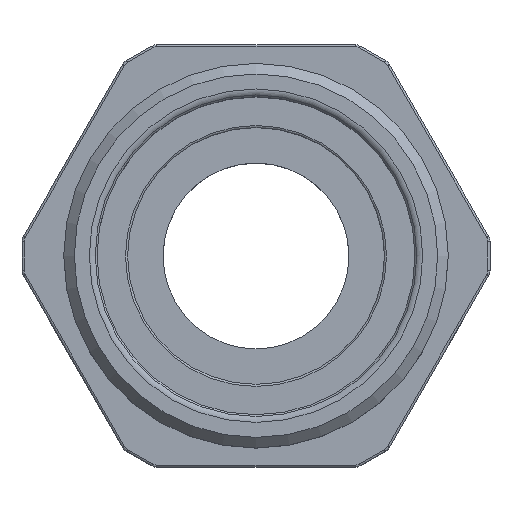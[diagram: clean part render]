
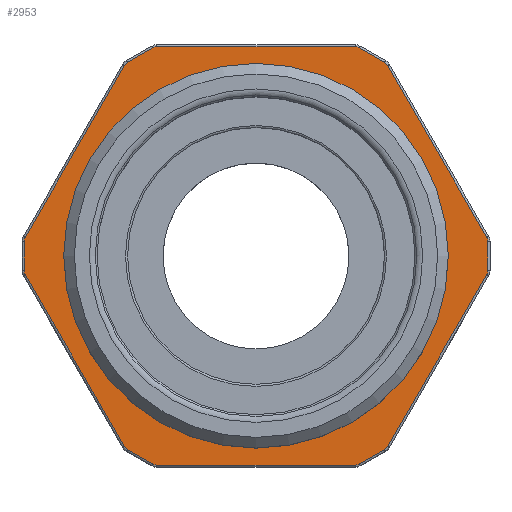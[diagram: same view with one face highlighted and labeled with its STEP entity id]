
A CAD part, top view. The second image highlights one B-rep face of the part: STEP entity #2953.
In plain terms, the highlighted planar face has unit normal (0, 0, 1).
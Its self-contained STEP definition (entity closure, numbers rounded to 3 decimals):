
#100=LINE('',#5424,#250);
#101=LINE('',#5432,#251);
#102=LINE('',#5440,#252);
#104=LINE('',#5452,#254);
#106=LINE('',#5464,#256);
#108=LINE('',#5476,#258);
#110=LINE('',#5488,#260);
#112=LINE('',#5500,#262);
#114=LINE('',#5511,#264);
#115=LINE('',#5519,#265);
#116=LINE('',#5527,#266);
#117=LINE('',#5533,#267);
#250=VECTOR('',#3911,9.391);
#251=VECTOR('',#3922,1.367);
#252=VECTOR('',#3933,9.391);
#254=VECTOR('',#3947,1.367);
#256=VECTOR('',#3961,9.391);
#258=VECTOR('',#3975,1.367);
#260=VECTOR('',#3989,9.391);
#262=VECTOR('',#4003,1.367);
#264=VECTOR('',#4017,9.391);
#265=VECTOR('',#4028,1.367);
#266=VECTOR('',#4039,9.391);
#267=VECTOR('',#4048,1.367);
#476=PLANE('',#3294);
#516=FACE_BOUND('',#867,.T.);
#644=FACE_OUTER_BOUND('',#866,.T.);
#866=EDGE_LOOP('',(#2341,#2342,#2343,#2344,#2345,#2346,#2347,#2348,#2349,
#2350,#2351,#2352,#2353,#2354,#2355,#2356,#2357,#2358,#2359,#2360,#2361,
#2362,#2363,#2364));
#867=EDGE_LOOP('',(#2365));
#1099=CIRCLE('',#3225,0.4);
#1103=CIRCLE('',#3231,0.4);
#1106=CIRCLE('',#3236,0.4);
#1110=CIRCLE('',#3242,0.4);
#1114=CIRCLE('',#3248,0.4);
#1118=CIRCLE('',#3254,0.4);
#1122=CIRCLE('',#3260,0.4);
#1126=CIRCLE('',#3266,0.4);
#1130=CIRCLE('',#3272,0.4);
#1133=CIRCLE('',#3277,0.4);
#1136=CIRCLE('',#3282,0.4);
#1139=CIRCLE('',#3287,0.4);
#1140=CIRCLE('',#3295,8.625);
#1364=VERTEX_POINT('',#5416);
#1365=VERTEX_POINT('',#5418);
#1366=VERTEX_POINT('',#5422);
#1367=VERTEX_POINT('',#5426);
#1368=VERTEX_POINT('',#5430);
#1369=VERTEX_POINT('',#5434);
#1370=VERTEX_POINT('',#5438);
#1371=VERTEX_POINT('',#5442);
#1373=VERTEX_POINT('',#5448);
#1375=VERTEX_POINT('',#5454);
#1377=VERTEX_POINT('',#5460);
#1379=VERTEX_POINT('',#5466);
#1381=VERTEX_POINT('',#5472);
#1383=VERTEX_POINT('',#5478);
#1385=VERTEX_POINT('',#5484);
#1387=VERTEX_POINT('',#5490);
#1389=VERTEX_POINT('',#5496);
#1391=VERTEX_POINT('',#5502);
#1393=VERTEX_POINT('',#5508);
#1394=VERTEX_POINT('',#5513);
#1395=VERTEX_POINT('',#5517);
#1396=VERTEX_POINT('',#5521);
#1397=VERTEX_POINT('',#5525);
#1398=VERTEX_POINT('',#5529);
#1399=VERTEX_POINT('',#5545);
#1678=EDGE_CURVE('',#1364,#1365,#1099,.T.);
#1681=EDGE_CURVE('',#1365,#1366,#100,.T.);
#1683=EDGE_CURVE('',#1366,#1367,#1103,.T.);
#1685=EDGE_CURVE('',#1367,#1368,#101,.T.);
#1687=EDGE_CURVE('',#1368,#1369,#1106,.T.);
#1689=EDGE_CURVE('',#1369,#1370,#102,.T.);
#1692=EDGE_CURVE('',#1370,#1371,#1110,.T.);
#1695=EDGE_CURVE('',#1371,#1373,#104,.T.);
#1698=EDGE_CURVE('',#1373,#1375,#1114,.T.);
#1701=EDGE_CURVE('',#1375,#1377,#106,.T.);
#1704=EDGE_CURVE('',#1377,#1379,#1118,.T.);
#1707=EDGE_CURVE('',#1379,#1381,#108,.T.);
#1710=EDGE_CURVE('',#1381,#1383,#1122,.T.);
#1713=EDGE_CURVE('',#1383,#1385,#110,.T.);
#1716=EDGE_CURVE('',#1385,#1387,#1126,.T.);
#1719=EDGE_CURVE('',#1387,#1389,#112,.T.);
#1722=EDGE_CURVE('',#1389,#1391,#1130,.T.);
#1725=EDGE_CURVE('',#1391,#1393,#114,.T.);
#1727=EDGE_CURVE('',#1393,#1394,#1133,.T.);
#1729=EDGE_CURVE('',#1394,#1395,#115,.T.);
#1731=EDGE_CURVE('',#1395,#1396,#1136,.T.);
#1733=EDGE_CURVE('',#1396,#1397,#116,.T.);
#1735=EDGE_CURVE('',#1397,#1398,#1139,.T.);
#1736=EDGE_CURVE('',#1398,#1364,#117,.T.);
#1742=EDGE_CURVE('',#1399,#1399,#1140,.T.);
#2341=ORIENTED_EDGE('',*,*,#1678,.F.);
#2342=ORIENTED_EDGE('',*,*,#1736,.F.);
#2343=ORIENTED_EDGE('',*,*,#1735,.F.);
#2344=ORIENTED_EDGE('',*,*,#1733,.F.);
#2345=ORIENTED_EDGE('',*,*,#1731,.F.);
#2346=ORIENTED_EDGE('',*,*,#1729,.F.);
#2347=ORIENTED_EDGE('',*,*,#1727,.F.);
#2348=ORIENTED_EDGE('',*,*,#1725,.F.);
#2349=ORIENTED_EDGE('',*,*,#1722,.F.);
#2350=ORIENTED_EDGE('',*,*,#1719,.F.);
#2351=ORIENTED_EDGE('',*,*,#1716,.F.);
#2352=ORIENTED_EDGE('',*,*,#1713,.F.);
#2353=ORIENTED_EDGE('',*,*,#1710,.F.);
#2354=ORIENTED_EDGE('',*,*,#1707,.F.);
#2355=ORIENTED_EDGE('',*,*,#1704,.F.);
#2356=ORIENTED_EDGE('',*,*,#1701,.F.);
#2357=ORIENTED_EDGE('',*,*,#1698,.F.);
#2358=ORIENTED_EDGE('',*,*,#1695,.F.);
#2359=ORIENTED_EDGE('',*,*,#1692,.F.);
#2360=ORIENTED_EDGE('',*,*,#1689,.F.);
#2361=ORIENTED_EDGE('',*,*,#1687,.F.);
#2362=ORIENTED_EDGE('',*,*,#1685,.F.);
#2363=ORIENTED_EDGE('',*,*,#1683,.F.);
#2364=ORIENTED_EDGE('',*,*,#1681,.F.);
#2365=ORIENTED_EDGE('',*,*,#1742,.F.);
#2953=ADVANCED_FACE('',(#644,#516),#476,.T.);
#3225=AXIS2_PLACEMENT_3D('',#5419,#3903,#3904);
#3231=AXIS2_PLACEMENT_3D('',#5428,#3916,#3917);
#3236=AXIS2_PLACEMENT_3D('',#5436,#3927,#3928);
#3242=AXIS2_PLACEMENT_3D('',#5446,#3940,#3941);
#3248=AXIS2_PLACEMENT_3D('',#5458,#3954,#3955);
#3254=AXIS2_PLACEMENT_3D('',#5470,#3968,#3969);
#3260=AXIS2_PLACEMENT_3D('',#5482,#3982,#3983);
#3266=AXIS2_PLACEMENT_3D('',#5494,#3996,#3997);
#3272=AXIS2_PLACEMENT_3D('',#5506,#4010,#4011);
#3277=AXIS2_PLACEMENT_3D('',#5515,#4022,#4023);
#3282=AXIS2_PLACEMENT_3D('',#5523,#4033,#4034);
#3287=AXIS2_PLACEMENT_3D('',#5531,#4044,#4045);
#3294=AXIS2_PLACEMENT_3D('',#5544,#4064,#4065);
#3295=AXIS2_PLACEMENT_3D('',#5546,#4066,#4067);
#3903=DIRECTION('center_axis',(0.,0.,-1.));
#3904=DIRECTION('ref_axis',(0.966,-0.259,0.));
#3911=DIRECTION('',(-0.5,-0.866,0.));
#3916=DIRECTION('center_axis',(0.,0.,-1.));
#3917=DIRECTION('ref_axis',(0.707,-0.707,0.));
#3922=DIRECTION('',(-0.866,-0.5,0.));
#3927=DIRECTION('center_axis',(0.,0.,-1.));
#3928=DIRECTION('ref_axis',(0.259,-0.966,0.));
#3933=DIRECTION('',(-1.,0.,0.));
#3940=DIRECTION('center_axis',(0.,0.,-1.));
#3941=DIRECTION('ref_axis',(-0.259,-0.966,0.));
#3947=DIRECTION('',(-0.866,0.5,0.));
#3954=DIRECTION('center_axis',(0.,0.,-1.));
#3955=DIRECTION('ref_axis',(-0.707,-0.707,0.));
#3961=DIRECTION('',(-0.5,0.866,0.));
#3968=DIRECTION('center_axis',(0.,0.,-1.));
#3969=DIRECTION('ref_axis',(-0.966,-0.259,0.));
#3975=DIRECTION('',(0.,1.,0.));
#3982=DIRECTION('center_axis',(0.,0.,-1.));
#3983=DIRECTION('ref_axis',(-0.966,0.259,0.));
#3989=DIRECTION('',(0.5,0.866,0.));
#3996=DIRECTION('center_axis',(0.,0.,-1.));
#3997=DIRECTION('ref_axis',(-0.707,0.707,0.));
#4003=DIRECTION('',(0.866,0.5,0.));
#4010=DIRECTION('center_axis',(0.,0.,-1.));
#4011=DIRECTION('ref_axis',(-0.259,0.966,0.));
#4017=DIRECTION('',(1.,0.,0.));
#4022=DIRECTION('center_axis',(0.,0.,-1.));
#4023=DIRECTION('ref_axis',(0.259,0.966,0.));
#4028=DIRECTION('',(0.866,-0.5,0.));
#4033=DIRECTION('center_axis',(0.,0.,-1.));
#4034=DIRECTION('ref_axis',(0.707,0.707,0.));
#4039=DIRECTION('',(0.5,-0.866,0.));
#4044=DIRECTION('center_axis',(0.,0.,-1.));
#4045=DIRECTION('ref_axis',(0.966,0.259,0.));
#4048=DIRECTION('',(0.,-1.,0.));
#4064=DIRECTION('center_axis',(0.,0.,1.));
#4065=DIRECTION('ref_axis',(1.,0.,0.));
#4066=DIRECTION('center_axis',(0.,0.,1.));
#4067=DIRECTION('ref_axis',(-1.,0.,0.));
#5416=CARTESIAN_POINT('',(10.975,-0.684,11.1));
#5418=CARTESIAN_POINT('',(10.921,-0.884,11.1));
#5419=CARTESIAN_POINT('Origin',(10.575,-0.684,11.1));
#5422=CARTESIAN_POINT('',(6.226,-9.016,11.1));
#5424=CARTESIAN_POINT('',(7.13,-7.45,11.1));
#5426=CARTESIAN_POINT('',(6.079,-9.163,11.1));
#5428=CARTESIAN_POINT('Origin',(5.879,-8.816,11.1));
#5430=CARTESIAN_POINT('',(4.896,-9.846,11.1));
#5432=CARTESIAN_POINT('',(5.133,-9.709,11.1));
#5434=CARTESIAN_POINT('',(4.696,-9.9,11.1));
#5436=CARTESIAN_POINT('Origin',(4.696,-9.5,11.1));
#5438=CARTESIAN_POINT('',(-4.696,-9.9,11.1));
#5440=CARTESIAN_POINT('',(-2.887,-9.9,11.1));
#5442=CARTESIAN_POINT('',(-4.896,-9.846,11.1));
#5446=CARTESIAN_POINT('Origin',(-4.696,-9.5,11.1));
#5448=CARTESIAN_POINT('',(-6.079,-9.163,11.1));
#5452=CARTESIAN_POINT('',(-5.133,-9.709,11.1));
#5454=CARTESIAN_POINT('',(-6.226,-9.016,11.1));
#5458=CARTESIAN_POINT('Origin',(-5.879,-8.816,11.1));
#5460=CARTESIAN_POINT('',(-10.921,-0.884,11.1));
#5464=CARTESIAN_POINT('',(-10.017,-2.45,11.1));
#5466=CARTESIAN_POINT('',(-10.975,-0.684,11.1));
#5470=CARTESIAN_POINT('Origin',(-10.575,-0.684,11.1));
#5472=CARTESIAN_POINT('',(-10.975,0.684,11.1));
#5476=CARTESIAN_POINT('',(-10.975,-0.409,11.1));
#5478=CARTESIAN_POINT('',(-10.921,0.884,11.1));
#5482=CARTESIAN_POINT('Origin',(-10.575,0.684,11.1));
#5484=CARTESIAN_POINT('',(-6.226,9.016,11.1));
#5488=CARTESIAN_POINT('',(-7.13,7.45,11.1));
#5490=CARTESIAN_POINT('',(-6.079,9.163,11.1));
#5494=CARTESIAN_POINT('Origin',(-5.879,8.816,11.1));
#5496=CARTESIAN_POINT('',(-4.896,9.846,11.1));
#5500=CARTESIAN_POINT('',(-5.842,9.3,11.1));
#5502=CARTESIAN_POINT('',(-4.696,9.9,11.1));
#5506=CARTESIAN_POINT('Origin',(-4.696,9.5,11.1));
#5508=CARTESIAN_POINT('',(4.696,9.9,11.1));
#5511=CARTESIAN_POINT('',(2.887,9.9,11.1));
#5513=CARTESIAN_POINT('',(4.896,9.846,11.1));
#5515=CARTESIAN_POINT('Origin',(4.696,9.5,11.1));
#5517=CARTESIAN_POINT('',(6.079,9.163,11.1));
#5519=CARTESIAN_POINT('',(5.842,9.3,11.1));
#5521=CARTESIAN_POINT('',(6.226,9.016,11.1));
#5523=CARTESIAN_POINT('Origin',(5.879,8.816,11.1));
#5525=CARTESIAN_POINT('',(10.921,0.884,11.1));
#5527=CARTESIAN_POINT('',(10.017,2.45,11.1));
#5529=CARTESIAN_POINT('',(10.975,0.684,11.1));
#5531=CARTESIAN_POINT('Origin',(10.575,0.684,11.1));
#5533=CARTESIAN_POINT('',(10.975,-0.409,11.1));
#5544=CARTESIAN_POINT('Origin',(0.,0.,
11.1));
#5545=CARTESIAN_POINT('',(8.625,0.,11.1));
#5546=CARTESIAN_POINT('Origin',(0.,0.,11.1));
